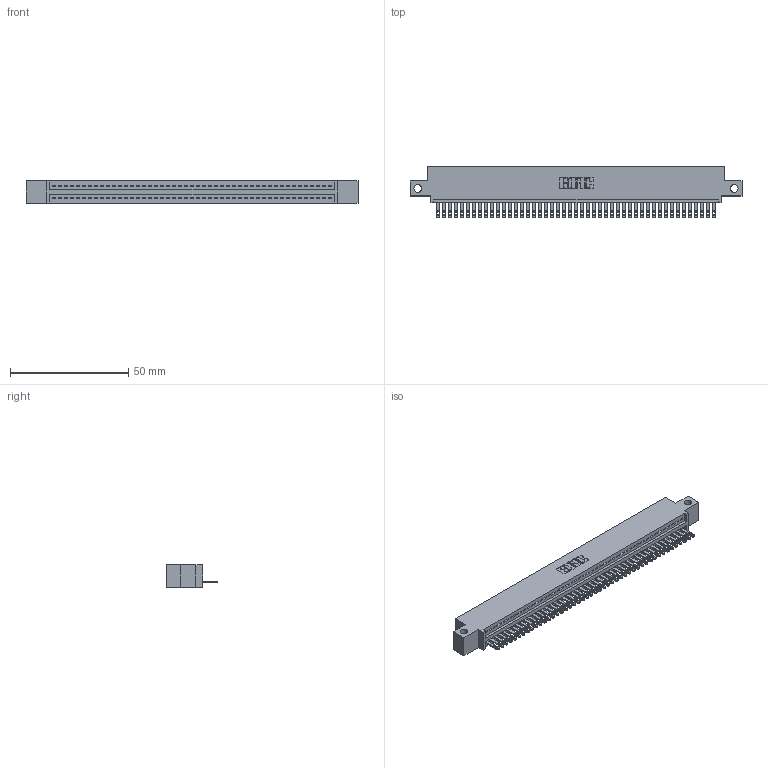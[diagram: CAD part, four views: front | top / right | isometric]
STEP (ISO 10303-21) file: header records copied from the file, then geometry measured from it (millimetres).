
FILE_DESCRIPTION (( 'STEP AP203' ), '1' );
FILE_NAME ('345-047-500-412.STEP', '2018-09-10T07:43:16', ( '' ), ( '' ), 'SwSTEP 2.0', 'SolidWorks 2016', '' );
FILE_SCHEMA (( 'CONFIG_CONTROL_DESIGN' ));
Length unit declared in the file: inch
Products named in the file (3): 345 Part_0.110 Offset - Side Mount; 345-292-001_345-293-100; 345-047-500-412
Assembly tree (48 placements, depth 2):
  345-047-500-412
    345 Part_0.110 Offset - Side Mount
    345-292-001_345-293-100  x47
Bounding box: 140.59 x 21.51 x 9.4 mm (x, y, z)
Volume: 567.3 mm3; surface area: 17735.4 mm2
Topology: 47 solids, 48 shells, 2667 faces, 8249 edges, 5498 vertices
Faces by surface type: plane 1681, cylinder 986
Entity records: 34765 total; most frequent: CARTESIAN_POINT 6029, ORIENTED_EDGE 6010, DIRECTION 5259, EDGE_CURVE 3005, VECTOR 2681, LINE 2681, VERTEX_POINT 2002, AXIS2_PLACEMENT_3D 1289
